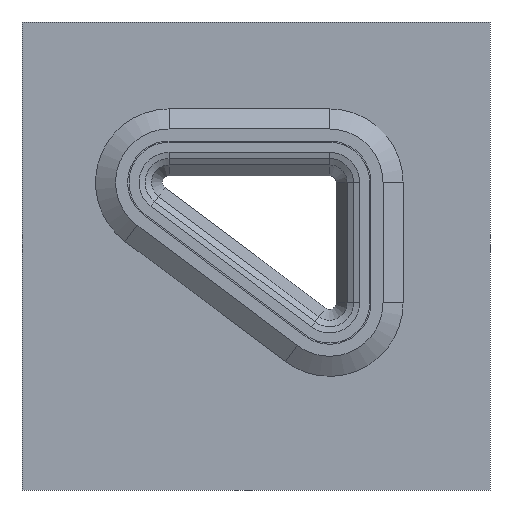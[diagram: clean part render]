
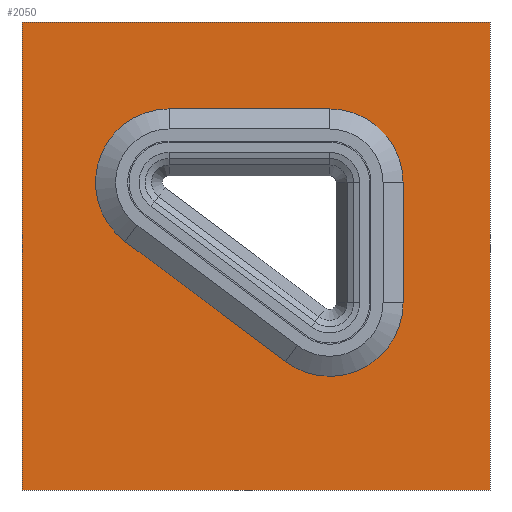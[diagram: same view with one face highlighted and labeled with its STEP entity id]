
A CAD part, front view. The second image highlights one B-rep face of the part: STEP entity #2050.
In plain terms, the highlighted planar face has unit normal (0, -1, 0).
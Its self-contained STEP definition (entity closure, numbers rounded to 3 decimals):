
#40=FACE_BOUND('',#262,.T.);
#56=PLANE('',#2199);
#134=FACE_OUTER_BOUND('',#261,.T.);
#261=EDGE_LOOP('',(#1450,#1451,#1452,#1453));
#262=EDGE_LOOP('',(#1454,#1455,#1456,#1457,#1458,#1459));
#387=LINE('',#3041,#609);
#392=LINE('',#3054,#614);
#394=LINE('',#3059,#616);
#396=LINE('',#3067,#618);
#400=LINE('',#3075,#622);
#403=LINE('',#3081,#625);
#406=LINE('',#3086,#628);
#609=VECTOR('',#2402,10.);
#614=VECTOR('',#2415,10.);
#616=VECTOR('',#2419,10.);
#618=VECTOR('',#2429,10.);
#622=VECTOR('',#2435,10.);
#625=VECTOR('',#2440,10.);
#628=VECTOR('',#2445,10.);
#829=CIRCLE('',#2184,4.);
#831=CIRCLE('',#2188,4.);
#833=CIRCLE('',#2193,4.);
#911=VERTEX_POINT('',#3032);
#912=VERTEX_POINT('',#3034);
#914=VERTEX_POINT('',#3040);
#916=VERTEX_POINT('',#3046);
#918=VERTEX_POINT('',#3052);
#920=VERTEX_POINT('',#3058);
#921=VERTEX_POINT('',#3065);
#922=VERTEX_POINT('',#3066);
#925=VERTEX_POINT('',#3074);
#927=VERTEX_POINT('',#3080);
#1099=EDGE_CURVE('',#912,#911,#829,.T.);
#1102=EDGE_CURVE('',#914,#912,#387,.T.);
#1105=EDGE_CURVE('',#916,#914,#831,.T.);
#1109=EDGE_CURVE('',#911,#918,#392,.T.);
#1111=EDGE_CURVE('',#920,#916,#394,.T.);
#1114=EDGE_CURVE('',#918,#920,#833,.T.);
#1115=EDGE_CURVE('',#921,#922,#396,.T.);
#1119=EDGE_CURVE('',#925,#921,#400,.T.);
#1122=EDGE_CURVE('',#927,#925,#403,.T.);
#1125=EDGE_CURVE('',#922,#927,#406,.T.);
#1450=ORIENTED_EDGE('',*,*,#1125,.F.);
#1451=ORIENTED_EDGE('',*,*,#1115,.F.);
#1452=ORIENTED_EDGE('',*,*,#1119,.F.);
#1453=ORIENTED_EDGE('',*,*,#1122,.F.);
#1454=ORIENTED_EDGE('',*,*,#1111,.T.);
#1455=ORIENTED_EDGE('',*,*,#1105,.T.);
#1456=ORIENTED_EDGE('',*,*,#1102,.T.);
#1457=ORIENTED_EDGE('',*,*,#1099,.T.);
#1458=ORIENTED_EDGE('',*,*,#1109,.T.);
#1459=ORIENTED_EDGE('',*,*,#1114,.T.);
#2050=ADVANCED_FACE('',(#134,#40),#56,.F.);
#2184=AXIS2_PLACEMENT_3D('',#3035,#2396,#2397);
#2188=AXIS2_PLACEMENT_3D('',#3047,#2408,#2409);
#2193=AXIS2_PLACEMENT_3D('',#3063,#2425,#2426);
#2199=AXIS2_PLACEMENT_3D('',#3089,#2449,#2450);
#2396=DIRECTION('center_axis',(0.,1.,0.));
#2397=DIRECTION('ref_axis',(1.,0.,0.));
#2402=DIRECTION('',(-0.8,0.,0.6));
#2408=DIRECTION('center_axis',(0.,1.,0.));
#2409=DIRECTION('ref_axis',(1.,0.,0.));
#2415=DIRECTION('',(1.,0.,0.));
#2419=DIRECTION('',(0.,0.,-1.));
#2425=DIRECTION('center_axis',(0.,1.,0.));
#2426=DIRECTION('ref_axis',(1.,0.,0.));
#2429=DIRECTION('',(-1.,0.,0.));
#2435=DIRECTION('',(0.,0.,-1.));
#2440=DIRECTION('',(1.,0.,0.));
#2445=DIRECTION('',(0.,0.,1.));
#2449=DIRECTION('center_axis',(0.,1.,0.));
#2450=DIRECTION('ref_axis',(1.,0.,0.));
#3032=CARTESIAN_POINT('',(-28.,0.,0.));
#3034=CARTESIAN_POINT('',(-30.4,0.,-7.2));
#3035=CARTESIAN_POINT('Origin',(-28.,0.,-4.));
#3040=CARTESIAN_POINT('',(-6.4,0.,-25.2));
#3041=CARTESIAN_POINT('',(-11.6,0.,-21.3));
#3046=CARTESIAN_POINT('',(0.,0.,-22.));
#3047=CARTESIAN_POINT('Origin',(-4.,0.,-22.));
#3052=CARTESIAN_POINT('',(-4.,0.,0.));
#3054=CARTESIAN_POINT('',(-21.5,0.,0.));
#3058=CARTESIAN_POINT('',(0.,0.,-4.));
#3059=CARTESIAN_POINT('',(0.,0.,-9.5));
#3063=CARTESIAN_POINT('Origin',(-4.,0.,-4.));
#3065=CARTESIAN_POINT('',(20.,0.,-50.));
#3066=CARTESIAN_POINT('',(-50.,0.,-50.));
#3067=CARTESIAN_POINT('',(20.,0.,-50.));
#3074=CARTESIAN_POINT('',(20.,0.,20.));
#3075=CARTESIAN_POINT('',(20.,0.,20.));
#3080=CARTESIAN_POINT('',(-50.,0.,20.));
#3081=CARTESIAN_POINT('',(-50.,0.,20.));
#3086=CARTESIAN_POINT('',(-50.,0.,-50.));
#3089=CARTESIAN_POINT('Origin',(-15.,0.,-15.));
